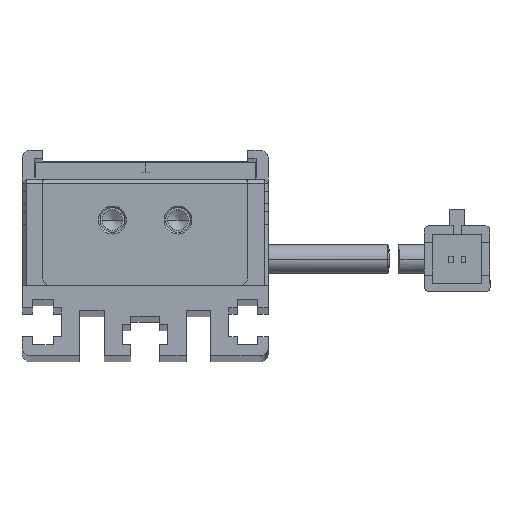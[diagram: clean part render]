
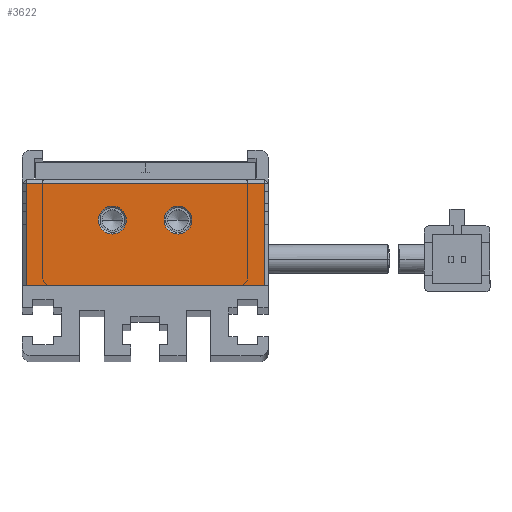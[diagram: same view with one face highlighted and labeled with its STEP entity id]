
A CAD part, top view. The second image highlights one B-rep face of the part: STEP entity #3622.
In plain terms, the highlighted planar face has unit normal (0, 0, 1).
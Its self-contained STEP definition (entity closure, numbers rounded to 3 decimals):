
#53 = DIRECTION ( 'NONE',  ( 0., 0., -1. ) ) ;
#664 = DIRECTION ( 'NONE',  ( 1., 0., 0. ) ) ;
#707 = CARTESIAN_POINT ( 'NONE',  ( 55.425, 31.696, 101. ) ) ;
#898 = ORIENTED_EDGE ( 'NONE', *, *, #16449, .T. ) ;
#1832 = CARTESIAN_POINT ( 'NONE',  ( 46.625, 27.196, 101. ) ) ;
#2660 = CARTESIAN_POINT ( 'NONE',  ( 26.425, 25.696, 101. ) ) ;
#3622 = ADVANCED_FACE ( 'NONE', ( #41513, #57910, #10881 ), #33410, .T. ) ;
#7637 = EDGE_LOOP ( 'NONE', ( #49565, #16230, #52396, #37026 ) ) ;
#8085 = CARTESIAN_POINT ( 'NONE',  ( 44.925, 27.196, 101. ) ) ;
#10881 = FACE_BOUND ( 'NONE', #34295, .T. ) ;
#13429 = EDGE_CURVE ( 'NONE', #18728, #74329, #41271, .T. ) ;
#13468 = AXIS2_PLACEMENT_3D ( 'NONE', #29399, #29129, #29026 ) ;
#14243 = DIRECTION ( 'NONE',  ( 1., 0., 0. ) ) ;
#14442 = ORIENTED_EDGE ( 'NONE', *, *, #17936, .T. ) ;
#15810 = AXIS2_PLACEMENT_3D ( 'NONE', #33013, #75989, #39164 ) ;
#16230 = ORIENTED_EDGE ( 'NONE', *, *, #51250, .T. ) ;
#16449 = EDGE_CURVE ( 'NONE', #78473, #34429, #55332, .T. ) ;
#17017 = DIRECTION ( 'NONE',  ( 0., 1., 0. ) ) ;
#17936 = EDGE_CURVE ( 'NONE', #74329, #18728, #24195, .T. ) ;
#18728 = VERTEX_POINT ( 'NONE', #1832 ) ;
#20631 = VERTEX_POINT ( 'NONE', #62395 ) ;
#20956 = EDGE_CURVE ( 'NONE', #60012, #66490, #45321, .T. ) ;
#23525 = EDGE_CURVE ( 'NONE', #20631, #60012, #58843, .T. ) ;
#23589 = LINE ( 'NONE', #2660, #27445 ) ;
#24195 = CIRCLE ( 'NONE', #45707, 1.7 ) ;
#26509 = CARTESIAN_POINT ( 'NONE',  ( 55.425, 19.196, 101. ) ) ;
#27445 = VECTOR ( 'NONE', #51741, 1000. ) ;
#29026 = DIRECTION ( 'NONE',  ( 1., 0., 0. ) ) ;
#29129 = DIRECTION ( 'NONE',  ( 0., 0., 1. ) ) ;
#29399 = CARTESIAN_POINT ( 'NONE',  ( 40.925, 25.696, 101. ) ) ;
#33013 = CARTESIAN_POINT ( 'NONE',  ( 36.925, 27.196, 101. ) ) ;
#33410 = PLANE ( 'NONE',  #13468 ) ;
#34295 = EDGE_LOOP ( 'NONE', ( #898, #57551 ) ) ;
#34429 = VERTEX_POINT ( 'NONE', #73190 ) ;
#36170 = LINE ( 'NONE', #36572, #66973 ) ;
#36572 = CARTESIAN_POINT ( 'NONE',  ( 40.925, 31.696, 101. ) ) ;
#36765 = CARTESIAN_POINT ( 'NONE',  ( 44.925, 27.196, 101. ) ) ;
#37026 = ORIENTED_EDGE ( 'NONE', *, *, #20956, .T. ) ;
#37402 = DIRECTION ( 'NONE',  ( 0., 0., -1. ) ) ;
#37954 = VERTEX_POINT ( 'NONE', #38758 ) ;
#38758 = CARTESIAN_POINT ( 'NONE',  ( 26.425, 31.696, 101. ) ) ;
#39164 = DIRECTION ( 'NONE',  ( 1., 0., 0. ) ) ;
#40256 = ORIENTED_EDGE ( 'NONE', *, *, #13429, .T. ) ;
#41271 = CIRCLE ( 'NONE', #44628, 1.7 ) ;
#41513 = FACE_OUTER_BOUND ( 'NONE', #7637, .T. ) ;
#42969 = DIRECTION ( 'NONE',  ( 1., 0., 0. ) ) ;
#44628 = AXIS2_PLACEMENT_3D ( 'NONE', #8085, #50911, #14243 ) ;
#45321 = LINE ( 'NONE', #59921, #61682 ) ;
#45451 = CARTESIAN_POINT ( 'NONE',  ( 40.925, 19.196, 101. ) ) ;
#45707 = AXIS2_PLACEMENT_3D ( 'NONE', #36765, #53, #42969 ) ;
#45731 = DIRECTION ( 'NONE',  ( 1., 0., 0. ) ) ;
#48793 = AXIS2_PLACEMENT_3D ( 'NONE', #74204, #37402, #664 ) ;
#49565 = ORIENTED_EDGE ( 'NONE', *, *, #71855, .T. ) ;
#50911 = DIRECTION ( 'NONE',  ( 0., 0., -1. ) ) ;
#51250 = EDGE_CURVE ( 'NONE', #37954, #20631, #23589, .T. ) ;
#51741 = DIRECTION ( 'NONE',  ( 0., -1., 0. ) ) ;
#52396 = ORIENTED_EDGE ( 'NONE', *, *, #23525, .T. ) ;
#55332 = CIRCLE ( 'NONE', #15810, 1.7 ) ;
#57551 = ORIENTED_EDGE ( 'NONE', *, *, #67270, .T. ) ;
#57910 = FACE_BOUND ( 'NONE', #74783, .T. ) ;
#58843 = LINE ( 'NONE', #45451, #75159 ) ;
#59769 = CARTESIAN_POINT ( 'NONE',  ( 38.625, 27.196, 101. ) ) ;
#59921 = CARTESIAN_POINT ( 'NONE',  ( 55.425, 25.696, 101. ) ) ;
#60012 = VERTEX_POINT ( 'NONE', #26509 ) ;
#61682 = VECTOR ( 'NONE', #17017, 1000. ) ;
#62395 = CARTESIAN_POINT ( 'NONE',  ( 26.425, 19.196, 101. ) ) ;
#65718 = CIRCLE ( 'NONE', #48793, 1.7 ) ;
#66490 = VERTEX_POINT ( 'NONE', #707 ) ;
#66973 = VECTOR ( 'NONE', #79332, 1000. ) ;
#67270 = EDGE_CURVE ( 'NONE', #34429, #78473, #65718, .T. ) ;
#71637 = CARTESIAN_POINT ( 'NONE',  ( 43.225, 27.196, 101. ) ) ;
#71855 = EDGE_CURVE ( 'NONE', #66490, #37954, #36170, .T. ) ;
#73190 = CARTESIAN_POINT ( 'NONE',  ( 35.225, 27.196, 101. ) ) ;
#74204 = CARTESIAN_POINT ( 'NONE',  ( 36.925, 27.196, 101. ) ) ;
#74329 = VERTEX_POINT ( 'NONE', #71637 ) ;
#74783 = EDGE_LOOP ( 'NONE', ( #40256, #14442 ) ) ;
#75159 = VECTOR ( 'NONE', #45731, 1000. ) ;
#75989 = DIRECTION ( 'NONE',  ( 0., 0., -1. ) ) ;
#78473 = VERTEX_POINT ( 'NONE', #59769 ) ;
#79332 = DIRECTION ( 'NONE',  ( -1., 0., 0. ) ) ;
